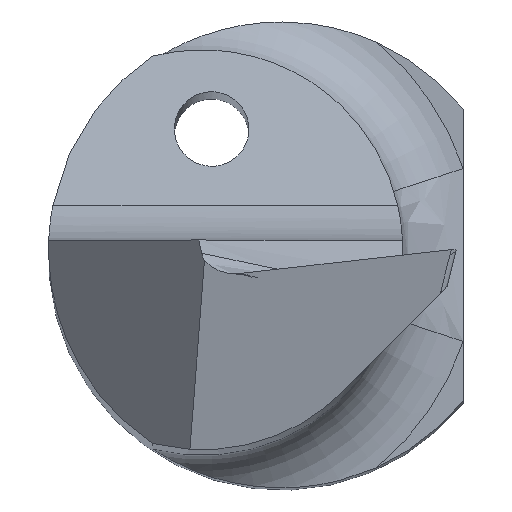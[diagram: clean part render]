
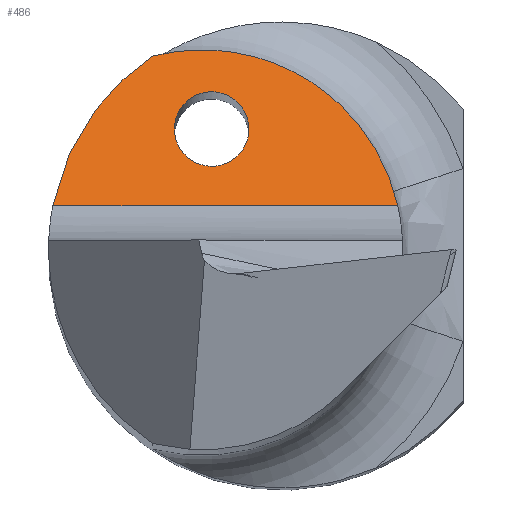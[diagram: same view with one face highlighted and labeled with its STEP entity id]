
A CAD part, top view. The second image highlights one B-rep face of the part: STEP entity #486.
In plain terms, the highlighted planar face has unit normal (0, 0.766, 0.643).
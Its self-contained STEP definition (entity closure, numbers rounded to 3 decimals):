
#7 = EDGE_CURVE ( 'NONE', #512, #512, #424, .T. ) ;
#11 = CARTESIAN_POINT ( 'NONE',  ( -0.75, 1.699, 44.562 ) ) ;
#19 = ORIENTED_EDGE ( 'NONE', *, *, #891, .F. ) ;
#20 = VERTEX_POINT ( 'NONE', #44 ) ;
#22 = FACE_OUTER_BOUND ( 'NONE', #539, .T. ) ;
#44 = CARTESIAN_POINT ( 'NONE',  ( -1.382, 2.083, 44.105 ) ) ;
#48 = CARTESIAN_POINT ( 'NONE',  ( -1.382, 2.083, 44.105 ) ) ;
#51 = DIRECTION ( 'NONE',  ( 1., 0., 0. ) ) ;
#113 = VECTOR ( 'NONE', #51, 1000. ) ;
#115 = CARTESIAN_POINT ( 'NONE',  ( -1.949, 1.707, 44.553 ) ) ;
#151 = ORIENTED_EDGE ( 'NONE', *, *, #7, .F. ) ;
#163 = CARTESIAN_POINT ( 'NONE',  ( 1.247, 0.474, 46.022 ) ) ;
#165 = ORIENTED_EDGE ( 'NONE', *, *, #215, .T. ) ;
#168 = CARTESIAN_POINT ( 'NONE',  ( 0.963, 1.73, 44.526 ) ) ;
#172 = CARTESIAN_POINT ( 'NONE',  ( 0.05, 1.699, 44.562 ) ) ;
#179 = CARTESIAN_POINT ( 'NONE',  ( -2.5, 0.474, 46.022 ) ) ;
#210 = AXIS2_PLACEMENT_3D ( 'NONE', #179, #475, #906 ) ;
#215 = EDGE_CURVE ( 'NONE', #396, #482, #739, .T. ) ;
#291 = EDGE_LOOP ( 'NONE', ( #151 ) ) ;
#320 = CARTESIAN_POINT ( 'NONE',  ( -1.55, 0.899, 45.516 ) ) ;
#395 = CARTESIAN_POINT ( 'NONE',  ( 1.247, 0.474, 46.022 ) ) ;
#396 = VERTEX_POINT ( 'NONE', #537 ) ;
#403 = CARTESIAN_POINT ( 'NONE',  ( -0.135, 2.402, 43.725 ) ) ;
#404 = CARTESIAN_POINT ( 'NONE',  ( 0.05, 0.899, 45.516 ) ) ;
#424 =( BOUNDED_CURVE ( )  B_SPLINE_CURVE ( 3, ( #706, #557, #320, #841, #404, #172, #468 ),
 .UNSPECIFIED., .T., .T. ) 
 B_SPLINE_CURVE_WITH_KNOTS ( ( 4, 3, 4 ),
 ( 0., 3.142, 6.283 ),
 .UNSPECIFIED. ) 
 CURVE ( )  GEOMETRIC_REPRESENTATION_ITEM ( )  RATIONAL_B_SPLINE_CURVE ( ( 1., 0.333, 0.333, 1., 0.333, 0.333, 1. ) ) 
 REPRESENTATION_ITEM ( '' )  );
#468 = CARTESIAN_POINT ( 'NONE',  ( -0.75, 1.699, 44.562 ) ) ;
#475 = DIRECTION ( 'NONE',  ( 0., -0.766, -0.643 ) ) ;
#482 = VERTEX_POINT ( 'NONE', #163 ) ;
#486 = ADVANCED_FACE ( 'NONE', ( #682, #22 ), #625, .F. ) ;
#512 = VERTEX_POINT ( 'NONE', #11 ) ;
#537 = CARTESIAN_POINT ( 'NONE',  ( -2.455, 0.474, 46.022 ) ) ;
#539 = EDGE_LOOP ( 'NONE', ( #165, #19, #544 ) ) ;
#544 = ORIENTED_EDGE ( 'NONE', *, *, #575, .F. ) ;
#557 = CARTESIAN_POINT ( 'NONE',  ( -1.55, 1.699, 44.562 ) ) ;
#575 = EDGE_CURVE ( 'NONE', #396, #20, #692, .T. ) ;
#625 = PLANE ( 'NONE',  #210 ) ;
#682 = FACE_BOUND ( 'NONE', #291, .T. ) ;
#692 =( BOUNDED_CURVE ( )  B_SPLINE_CURVE ( 3, ( #855, #708, #115, #48 ),
 .UNSPECIFIED., .F., .T. ) 
 B_SPLINE_CURVE_WITH_KNOTS ( ( 4, 4 ),
 ( 4.903, 5.697 ),
 .UNSPECIFIED. ) 
 CURVE ( )  GEOMETRIC_REPRESENTATION_ITEM ( )  RATIONAL_B_SPLINE_CURVE ( ( 1., 0.948, 0.948, 1. ) ) 
 REPRESENTATION_ITEM ( '' )  );
#706 = CARTESIAN_POINT ( 'NONE',  ( -0.75, 1.699, 44.562 ) ) ;
#708 = CARTESIAN_POINT ( 'NONE',  ( -2.326, 1.142, 45.227 ) ) ;
#739 = LINE ( 'NONE', #944, #113 ) ;
#773 = CARTESIAN_POINT ( 'NONE',  ( -1.382, 2.083, 44.105 ) ) ;
#820 =( BOUNDED_CURVE ( )  B_SPLINE_CURVE ( 3, ( #773, #403, #168, #395 ),
 .UNSPECIFIED., .F., .F. ) 
 B_SPLINE_CURVE_WITH_KNOTS ( ( 4, 4 ),
 ( 6.033, 7.632 ),
 .UNSPECIFIED. ) 
 CURVE ( )  GEOMETRIC_REPRESENTATION_ITEM ( )  RATIONAL_B_SPLINE_CURVE ( ( 1., 0.798, 0.798, 1. ) ) 
 REPRESENTATION_ITEM ( '' )  );
#841 = CARTESIAN_POINT ( 'NONE',  ( -0.75, 0.899, 45.516 ) ) ;
#855 = CARTESIAN_POINT ( 'NONE',  ( -2.455, 0.474, 46.022 ) ) ;
#891 = EDGE_CURVE ( 'NONE', #20, #482, #820, .T. ) ;
#906 = DIRECTION ( 'NONE',  ( 0., 0.643, -0.766 ) ) ;
#944 = CARTESIAN_POINT ( 'NONE',  ( -2.5, 0.474, 46.022 ) ) ;
